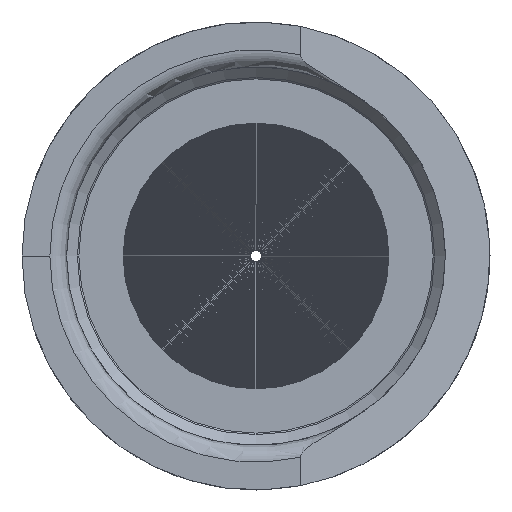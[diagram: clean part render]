
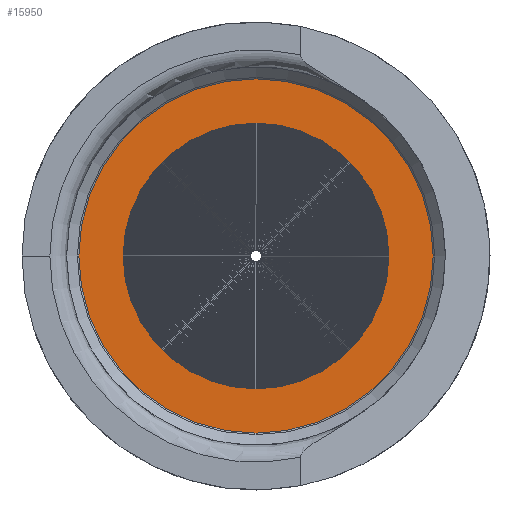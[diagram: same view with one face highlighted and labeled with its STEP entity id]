
A CAD part, left-side view. The second image highlights one B-rep face of the part: STEP entity #15950.
In plain terms, the highlighted planar face has unit normal (-1, 0, 0).
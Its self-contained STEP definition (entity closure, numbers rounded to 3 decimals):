
#1231=PLANE('',#17214);
#1242=LINE('',#25848,#2461);
#2461=VECTOR('',#19714,1.);
#3688=FACE_OUTER_BOUND('',#4910,.T.);
#4910=EDGE_LOOP('',(#11095,#11096,#11097,#11098));
#6140=CIRCLE('',#17215,0.596);
#6141=CIRCLE('',#17216,0.85);
#7370=VERTEX_POINT('',#25846);
#7371=VERTEX_POINT('',#25847);
#8612=EDGE_CURVE('',#7370,#7371,#1242,.T.);
#8613=EDGE_CURVE('',#7371,#7371,#6140,.T.);
#8614=EDGE_CURVE('',#7370,#7370,#6141,.T.);
#11095=ORIENTED_EDGE('',*,*,#8612,.T.);
#11096=ORIENTED_EDGE('',*,*,#8613,.T.);
#11097=ORIENTED_EDGE('',*,*,#8612,.F.);
#11098=ORIENTED_EDGE('',*,*,#8614,.F.);
#15950=ADVANCED_FACE('',(#3688),#1231,.T.);
#17214=AXIS2_PLACEMENT_3D('',#25845,#19712,#19713);
#17215=AXIS2_PLACEMENT_3D('',#25849,#19715,#19716);
#17216=AXIS2_PLACEMENT_3D('',#25850,#19717,#19718);
#19712=DIRECTION('center_axis',(-1.,0.,0.));
#19713=DIRECTION('ref_axis',(0.,0.,1.));
#19714=DIRECTION('',(0.,-1.,0.));
#19715=DIRECTION('center_axis',(1.,0.,0.));
#19716=DIRECTION('ref_axis',(0.,0.,-1.));
#19717=DIRECTION('center_axis',(1.,0.,0.));
#19718=DIRECTION('ref_axis',(0.,0.,-1.));
#25845=CARTESIAN_POINT('Origin',(0.,0.85,0.));
#25846=CARTESIAN_POINT('',(0.,0.85,0.));
#25847=CARTESIAN_POINT('',(0.,0.596,0.));
#25848=CARTESIAN_POINT('',(0.,0.85,0.));
#25849=CARTESIAN_POINT('Origin',(0.,0.,0.));
#25850=CARTESIAN_POINT('Origin',(0.,0.,0.));
